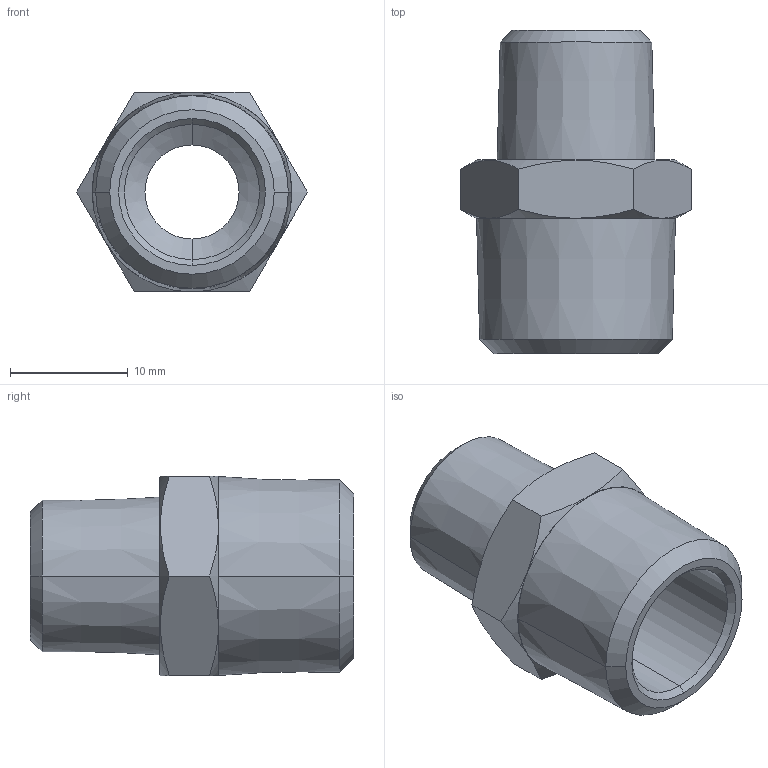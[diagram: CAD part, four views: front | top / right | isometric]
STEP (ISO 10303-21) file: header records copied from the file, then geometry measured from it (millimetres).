
FILE_DESCRIPTION(( 'RX.12.14.38.STEP' ), '1');
FILE_NAME( 'RX.12.14.38.STEP', '2018-10-10T10:53:21',( 'Sopra'),('sopra-pneumatic.com'), 'SwSTEP 2.0','SolidWorks 2009','' );
FILE_SCHEMA (( 'CONFIG_CONTROL_DESIGN' ));
Length unit declared in the file: millimetre
Products named in the file (1): 05020203
Bounding box: 19.63 x 27.5 x 17 mm (x, y, z)
Volume: 3064.6 mm3; surface area: 2442.7 mm2
Topology: 1 solids, 1 shells, 34 faces, 74 edges, 44 vertices
Faces by surface type: cone 20, plane 10, cylinder 4
Entity records: 1093 total; most frequent: CARTESIAN_POINT 285, DIRECTION 154, ORIENTED_EDGE 148, EDGE_CURVE 74, AXIS2_PLACEMENT_3D 65, VERTEX_POINT 44, EDGE_LOOP 38, ADVANCED_FACE 34
